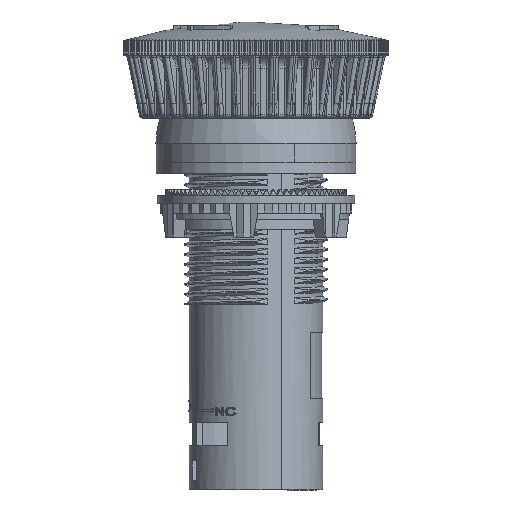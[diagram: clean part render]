
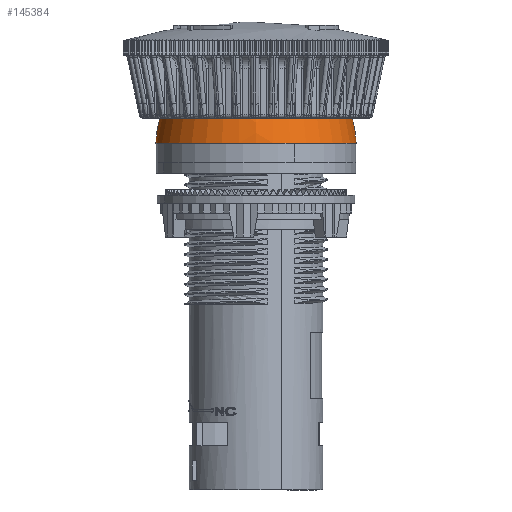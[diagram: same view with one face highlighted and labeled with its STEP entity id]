
A CAD part, front view. The second image highlights one B-rep face of the part: STEP entity #145384.
In plain terms, the highlighted free-form (B-spline) face has degree [3, 3] with [7, 4] control points.
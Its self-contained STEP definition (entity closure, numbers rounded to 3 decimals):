
#143024=CARTESIAN_POINT('',(0.,0.,0.));
#143025=DIRECTION('',(0.,0.,-1.));
#143026=DIRECTION('',(1.,0.,0.));
#143027=AXIS2_PLACEMENT_3D('',#143024,#143025,#143026);
#143318=CARTESIAN_POINT('',(-1.466,0.,-0.241));
#143319=DIRECTION('',(0.,-1.,0.));
#143320=DIRECTION('',(-0.934,0.,0.358));
#143321=AXIS2_PLACEMENT_3D('',#143318,#143319,#143320);
#143326=CARTESIAN_POINT('',(1.466,0.,-0.241));
#143327=DIRECTION('',(0.,1.,0.));
#143328=DIRECTION('',(0.934,0.,0.358));
#143329=AXIS2_PLACEMENT_3D('',#143326,#143327,#143328);
#143334=CARTESIAN_POINT('',(0.,0.,4.637));
#143335=DIRECTION('',(0.,0.,1.));
#143336=DIRECTION('',(-1.,0.,0.));
#143337=AXIS2_PLACEMENT_3D('',#143334,#143335,#143336);
#145076=CARTESIAN_POINT('',(14.199,0.,4.637));
#145078=VERTEX_POINT('',#145076);
#145082=CARTESIAN_POINT('',(-14.199,0.,4.637));
#145083=VERTEX_POINT('',#145082);
#145104=CARTESIAN_POINT('',(15.099,0.,0.));
#145105=VERTEX_POINT('',#145104);
#145106=CARTESIAN_POINT('',(-15.099,0.,0.));
#145107=VERTEX_POINT('',#145106);
#145348=CARTESIAN_POINT('',(14.137,0.889,
4.725));
#145349=CARTESIAN_POINT('',(14.738,0.927,
3.184));
#145350=CARTESIAN_POINT('',(15.053,0.947,
1.56));
#145351=CARTESIAN_POINT('',(15.07,0.948,
-0.095));
#145352=CARTESIAN_POINT('',(14.684,-7.81,
4.725));
#145353=CARTESIAN_POINT('',(15.309,-8.143,
3.184));
#145354=CARTESIAN_POINT('',(15.636,-8.316,
1.56));
#145355=CARTESIAN_POINT('',(15.654,-8.326,
-0.095));
#145356=CARTESIAN_POINT('',(8.717,-14.164,
4.725));
#145357=CARTESIAN_POINT('',(9.088,-14.767,
3.184));
#145358=CARTESIAN_POINT('',(9.282,-15.083,
1.56));
#145359=CARTESIAN_POINT('',(9.293,-15.1,
-0.095));
#145360=CARTESIAN_POINT('',(0.,-14.164,4.725));
#145361=CARTESIAN_POINT('',(0.,-14.767,3.184));
#145362=CARTESIAN_POINT('',(0.,-15.083,1.56));
#145363=CARTESIAN_POINT('',(0.,-15.1,-0.095));
#145364=CARTESIAN_POINT('',(-8.717,-14.164,
4.725));
#145365=CARTESIAN_POINT('',(-9.088,-14.767,
3.184));
#145366=CARTESIAN_POINT('',(-9.282,-15.083,
1.56));
#145367=CARTESIAN_POINT('',(-9.293,-15.1,
-0.095));
#145368=CARTESIAN_POINT('',(-14.684,-7.81,
4.725));
#145369=CARTESIAN_POINT('',(-15.309,-8.143,
3.184));
#145370=CARTESIAN_POINT('',(-15.636,-8.316,
1.56));
#145371=CARTESIAN_POINT('',(-15.654,-8.326,
-0.095));
#145372=CARTESIAN_POINT('',(-14.137,0.889,
4.725));
#145373=CARTESIAN_POINT('',(-14.738,0.927,
3.184));
#145374=CARTESIAN_POINT('',(-15.053,0.947,
1.56));
#145375=CARTESIAN_POINT('',(-15.07,0.948,
-0.095));
#145376=(BOUNDED_SURFACE()B_SPLINE_SURFACE(3,3,((#145348,#145349,#145350,
#145351),(#145352,#145353,#145354,#145355),(#145356,#145357,#145358,#145359),(
#145360,#145361,#145362,#145363),(#145364,#145365,#145366,#145367),(#145368,
#145369,#145370,#145371),(#145372,#145373,#145374,#145375)),.UNSPECIFIED.,.F.,
.F.,.F.)B_SPLINE_SURFACE_WITH_KNOTS((4,3,4),(4,4),(0.,1.,2.),(0.,1.),
.UNSPECIFIED.)GEOMETRIC_REPRESENTATION_ITEM()RATIONAL_B_SPLINE_SURFACE(((
1.197,1.184,1.184,1.197),(
0.945,0.935,0.935,0.945),(
0.945,0.935,0.935,0.945),(
1.197,1.184,1.184,1.197),(
0.945,0.935,0.935,0.945),(
0.945,0.935,0.935,0.945),(
1.197,1.184,1.184,1.197)))REPRESENTATION_ITEM('')SURFACE());
#145377=ORIENTED_EDGE('',*,*,#145191,.T.);
#145378=ORIENTED_EDGE('',*,*,#145336,.F.);
#145380=ORIENTED_EDGE('',*,*,#145379,.T.);
#145381=ORIENTED_EDGE('',*,*,#145332,.T.);
#145382=EDGE_LOOP('',(#145377,#145378,#145380,#145381));
#145383=FACE_OUTER_BOUND('',#145382,.F.);
#143028=CIRCLE('',#143027,15.099);
#143322=CIRCLE('',#143321,13.635);
#143330=CIRCLE('',#143329,13.635);
#143338=CIRCLE('',#143337,14.199);
#145191=EDGE_CURVE('',#145105,#145107,#143028,.T.);
#145332=EDGE_CURVE('',#145078,#145105,#143330,.T.);
#145336=EDGE_CURVE('',#145083,#145107,#143322,.T.);
#145379=EDGE_CURVE('',#145083,#145078,#143338,.T.);
#145384=ADVANCED_FACE('',(#145383),#145376,.T.);
